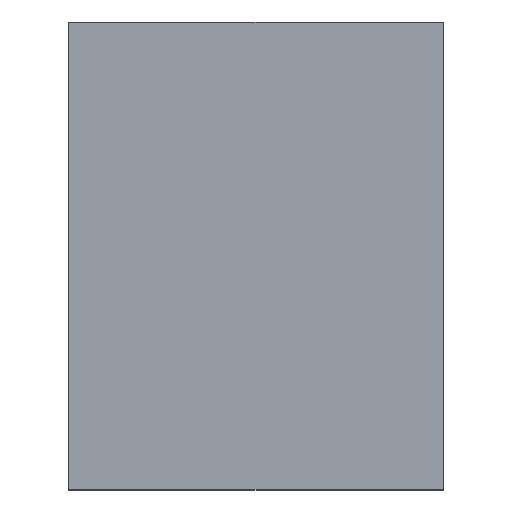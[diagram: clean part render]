
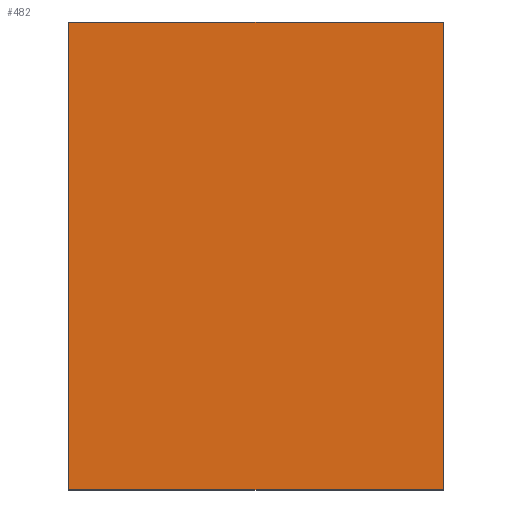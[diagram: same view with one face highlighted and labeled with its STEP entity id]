
A CAD part, top view. The second image highlights one B-rep face of the part: STEP entity #482.
In plain terms, the highlighted planar face has unit normal (0, 0, 1).
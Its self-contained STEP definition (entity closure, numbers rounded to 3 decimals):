
#44=FACE_OUTER_BOUND('',#74,.T.);
#74=EDGE_LOOP('',(#387,#388,#389,#390));
#112=LINE('',#735,#172);
#116=LINE('',#744,#176);
#120=LINE('',#751,#180);
#122=LINE('',#755,#182);
#172=VECTOR('',#598,10.);
#176=VECTOR('',#608,10.);
#180=VECTOR('',#616,10.);
#182=VECTOR('',#622,10.);
#226=VERTEX_POINT('',#732);
#227=VERTEX_POINT('',#734);
#229=VERTEX_POINT('',#742);
#230=VERTEX_POINT('',#749);
#275=EDGE_CURVE('',#227,#226,#112,.T.);
#280=EDGE_CURVE('',#226,#229,#116,.T.);
#284=EDGE_CURVE('',#229,#230,#120,.T.);
#286=EDGE_CURVE('',#230,#227,#122,.T.);
#387=ORIENTED_EDGE('',*,*,#286,.T.);
#388=ORIENTED_EDGE('',*,*,#275,.T.);
#389=ORIENTED_EDGE('',*,*,#280,.T.);
#390=ORIENTED_EDGE('',*,*,#284,.T.);
#452=PLANE('',#532);
#482=ADVANCED_FACE('',(#44),#452,.T.);
#532=AXIS2_PLACEMENT_3D('',#757,#625,#626);
#598=DIRECTION('',(1.,0.,0.));
#608=DIRECTION('',(0.,1.,0.));
#616=DIRECTION('',(-1.,0.,0.));
#622=DIRECTION('',(0.,-1.,0.));
#625=DIRECTION('center_axis',(0.,0.,1.));
#626=DIRECTION('ref_axis',(1.,0.,0.));
#732=CARTESIAN_POINT('',(1.,-1.25,1.));
#734=CARTESIAN_POINT('',(-1.,-1.25,1.));
#735=CARTESIAN_POINT('',(-1.,-1.25,1.));
#742=CARTESIAN_POINT('',(1.,1.25,1.));
#744=CARTESIAN_POINT('',(1.,-1.25,1.));
#749=CARTESIAN_POINT('',(-1.,1.25,1.));
#751=CARTESIAN_POINT('',(1.,1.25,1.));
#755=CARTESIAN_POINT('',(-1.,1.25,1.));
#757=CARTESIAN_POINT('Origin',(0.,0.,1.));
